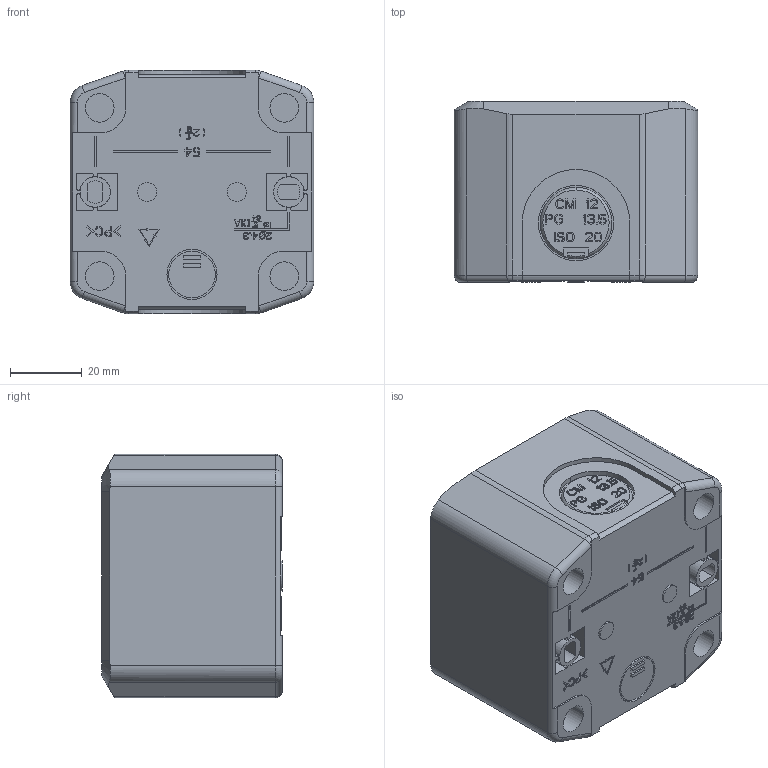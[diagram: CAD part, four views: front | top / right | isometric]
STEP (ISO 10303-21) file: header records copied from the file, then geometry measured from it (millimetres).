
FILE_DESCRIPTION((''),'2;1');
FILE_NAME('1','2023-02-18T',('Administrator'),('zyb.com'),'PRO/ENGINEER BY PARAMETRIC TECHNOLOGY CORPORATION, 2010280','PRO/ENGINEER BY PARAMETRIC TECHNOLOGY CORPORATION, 2010280','');
FILE_SCHEMA(('CONFIG_CONTROL_DESIGN'));
Length unit declared in the file: millimetre
Products named in the file (1): 1
Bounding box: 68 x 50.5 x 68 mm (x, y, z)
Volume: 192114 mm3; surface area: 29385.4 mm2
Topology: 1 solids, 1 shells, 1824 faces, 5105 edges, 3394 vertices
Faces by surface type: plane 1727, cylinder 76, torus 12, extrusion 5, cone 4
Entity records: 57805 total; most frequent: CARTESIAN_POINT 10619, ORIENTED_EDGE 10210, DIRECTION 8910, EDGE_CURVE 5105, VECTOR 4876, LINE 4871, VERTEX_POINT 3394, AXIS2_PLACEMENT_3D 2017
